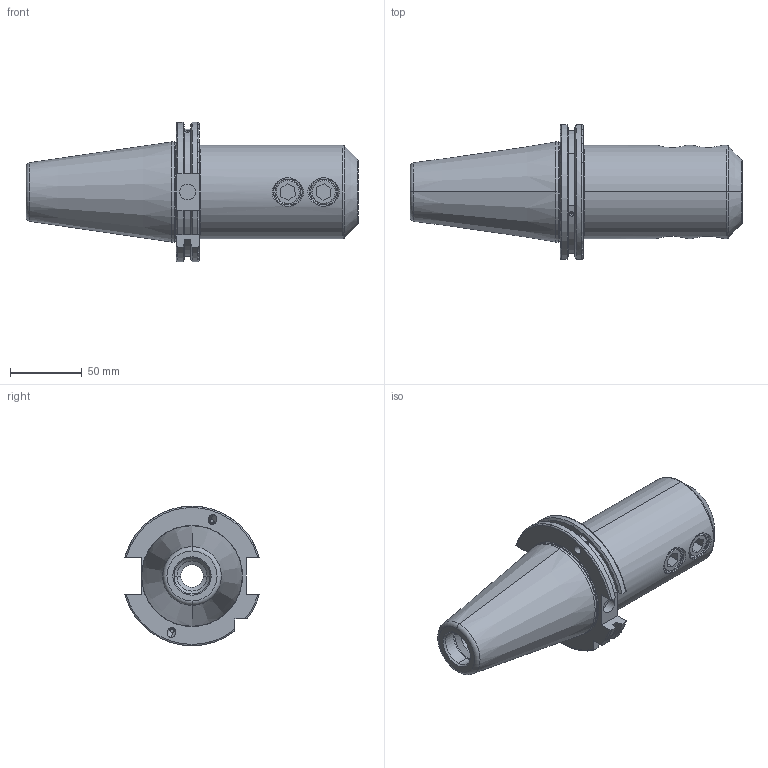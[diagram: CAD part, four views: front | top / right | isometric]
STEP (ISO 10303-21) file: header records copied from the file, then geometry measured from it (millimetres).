
FILE_DESCRIPTION (( 'STEP AP203' ), '1' );
FILE_NAME ('91506-WE725130.STEP', '2017-08-19T10:44:23', ( '' ), ( '' ), 'SwSTEP 2.0', 'SolidWorks 2009', '' );
FILE_SCHEMA (( 'CONFIG_CONTROL_DESIGN' ));
Length unit declared in the file: millimetre
Products named in the file (4): 91506-WE725130; SK50EM25130FWW; Copy of M4X4_DIN 913 - M4 x 4-N; GS-M18X2X20
Assembly tree (5 placements, depth 2):
  91506-WE725130
    SK50EM25130FWW
    Copy of M4X4_DIN 913 - M4 x 4-N  x2
    GS-M18X2X20  x2
Bounding box: 231.75 x 94.05 x 97.5 mm (x, y, z)
Volume: 639631.9 mm3; surface area: 78381.6 mm2
Topology: 5 solids, 5 shells, 194 faces, 473 edges, 299 vertices
Faces by surface type: plane 63, cylinder 61, cone 44, torus 22, sphere 4
Entity records: 6320 total; most frequent: CARTESIAN_POINT 1926, DIRECTION 842, ORIENTED_EDGE 818, EDGE_CURVE 409, AXIS2_PLACEMENT_3D 337, VERTEX_POINT 259, EDGE_LOOP 186, VECTOR 168
